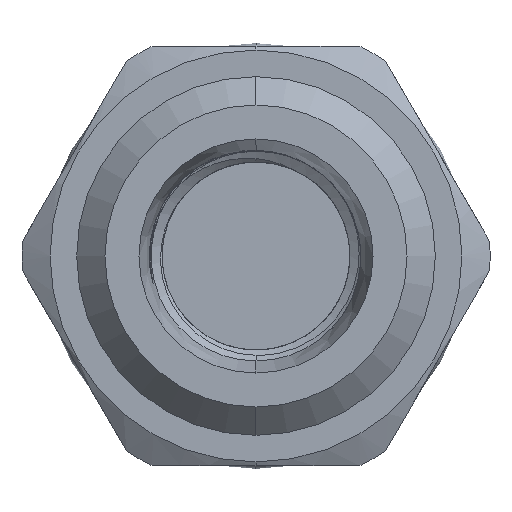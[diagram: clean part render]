
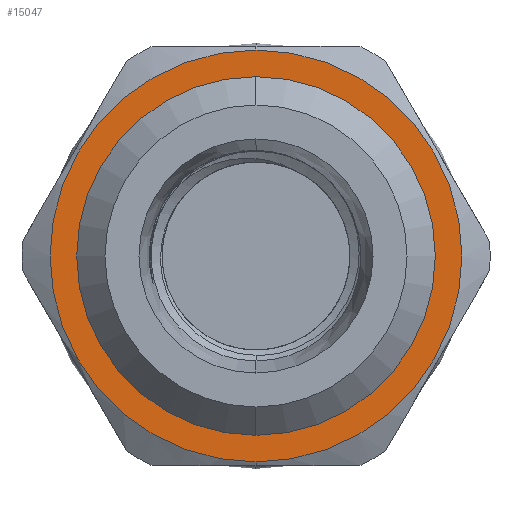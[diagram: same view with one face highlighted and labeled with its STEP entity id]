
A CAD part, left-side view. The second image highlights one B-rep face of the part: STEP entity #15047.
In plain terms, the highlighted planar face has unit normal (-1, 0, 0).
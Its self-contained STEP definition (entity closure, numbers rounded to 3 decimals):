
#5377 = AXIS2_PLACEMENT_3D ( 'NONE', #11520, #11521, #11522 ) ;
#5378 = AXIS2_PLACEMENT_3D ( 'NONE', #11525, #11526, #11527 ) ;
#5400 = AXIS2_PLACEMENT_3D ( 'NONE', #11979, #11980, #11981 ) ;
#7093 = CIRCLE ( 'NONE', #5377, 9.5 ) ;
#7094 = CIRCLE ( 'NONE', #5378, 10.91 ) ;
#7145 = CIRCLE ( 'NONE', #5400, 9.5 ) ;
#8684 = FACE_BOUND ( 'NONE', #14783, .T. ) ;
#8688 = FACE_OUTER_BOUND ( 'NONE', #14785, .T. ) ;
#9163 = PLANE ( 'NONE',  #9492 ) ;
#9170 = CARTESIAN_POINT ( 'NONE',  ( 12., 9.5, 0. ) ) ;
#9171 = DIRECTION ( 'NONE',  ( 1., 0., 0. ) ) ;
#9172 = DIRECTION ( 'NONE',  ( 0., 0., -1. ) ) ;
#9492 = AXIS2_PLACEMENT_3D ( 'NONE', #9170, #9171, #9172 ) ;
#9580 = CARTESIAN_POINT ( 'NONE',  ( 12., 0., 10.91 ) ) ;
#9669 = ORIENTED_EDGE ( 'NONE', *, *, #13749, .T. ) ;
#9675 = ORIENTED_EDGE ( 'NONE', *, *, #11359, .T. ) ;
#9676 = ORIENTED_EDGE ( 'NONE', *, *, #13802, .F. ) ;
#9678 = ORIENTED_EDGE ( 'NONE', *, *, #13748, .F. ) ;
#9810 = VERTEX_POINT ( 'NONE', #13460 ) ;
#9812 = VERTEX_POINT ( 'NONE', #13459 ) ;
#9901 = VERTEX_POINT ( 'NONE', #12838 ) ;
#10152 = VERTEX_POINT ( 'NONE', #9580 ) ;
#11359 = EDGE_CURVE ( 'NONE', #10152, #9901, #15199, .T. ) ;
#11520 = CARTESIAN_POINT ( 'NONE',  ( 12., 0., 0. ) ) ;
#11521 = DIRECTION ( 'NONE',  ( -1., 0., 0. ) ) ;
#11522 = DIRECTION ( 'NONE',  ( 0., 0., 1. ) ) ;
#11525 = CARTESIAN_POINT ( 'NONE',  ( 12., 0., 0. ) ) ;
#11526 = DIRECTION ( 'NONE',  ( -1., 0., 0. ) ) ;
#11527 = DIRECTION ( 'NONE',  ( 0., 0., 1. ) ) ;
#11979 = CARTESIAN_POINT ( 'NONE',  ( 12., 0., 0. ) ) ;
#11980 = DIRECTION ( 'NONE',  ( -1., 0., 0. ) ) ;
#11981 = DIRECTION ( 'NONE',  ( 0., 0., 1. ) ) ;
#12838 = CARTESIAN_POINT ( 'NONE',  ( 12., 0., -10.91 ) ) ;
#13459 = CARTESIAN_POINT ( 'NONE',  ( 12., 0., 9.5 ) ) ;
#13460 = CARTESIAN_POINT ( 'NONE',  ( 12., 0., -9.5 ) ) ;
#13748 = EDGE_CURVE ( 'NONE', #9810, #9812, #7093, .T. ) ;
#13749 = EDGE_CURVE ( 'NONE', #9901, #10152, #7094, .T. ) ;
#13802 = EDGE_CURVE ( 'NONE', #9812, #9810, #7145, .T. ) ;
#14783 = EDGE_LOOP ( 'NONE', ( #9676, #9678 ) ) ;
#14785 = EDGE_LOOP ( 'NONE', ( #9669, #9675 ) ) ;
#15047 = ADVANCED_FACE ( 'NONE', ( #8684, #8688 ), #9163, .F. ) ;
#15199 = CIRCLE ( 'NONE', #15351, 10.91 ) ;
#15351 = AXIS2_PLACEMENT_3D ( 'NONE', #15682, #15683, #15684 ) ;
#15682 = CARTESIAN_POINT ( 'NONE',  ( 12., 0., 0. ) ) ;
#15683 = DIRECTION ( 'NONE',  ( -1., 0., 0. ) ) ;
#15684 = DIRECTION ( 'NONE',  ( 0., 0., 1. ) ) ;
